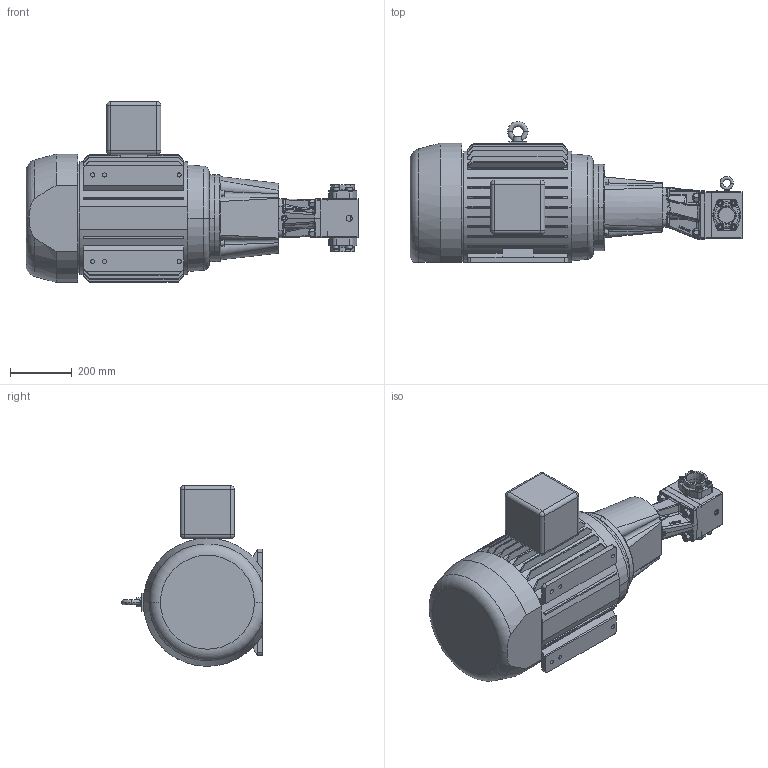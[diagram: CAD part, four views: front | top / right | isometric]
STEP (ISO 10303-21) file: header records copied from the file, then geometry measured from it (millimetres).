
FILE_DESCRIPTION (( 'STEP AP214' ), '1' );
FILE_NAME ('GPV-1009-018-U.STEP', '2019-05-22T16:45:14', ( '' ), ( '' ), 'SwSTEP 2.0', 'SolidWorks 2018', '' );
FILE_SCHEMA (( 'AUTOMOTIVE_DESIGN' ));
Length unit declared in the file: inch
Products named in the file (1): GPV-1009-018-U
Bounding box: 1071.68 x 454.94 x 583.44 mm (x, y, z)
Volume: 60160462.2 mm3; surface area: 2899083.3 mm2
Topology: 24 solids, 26 shells, 2263 faces, 5465 edges, 3363 vertices
Faces by surface type: plane 846, cylinder 671, cone 462, bspline 181, torus 63, sphere 40
Entity records: 112571 total; most frequent: CARTESIAN_POINT 31710, ORIENTED_EDGE 10886, DIRECTION 10319, EDGE_CURVE 5443, AXIS2_PLACEMENT_3D 3963, VERTEX_POINT 3363, EDGE_LOOP 2480, LINE 2393
